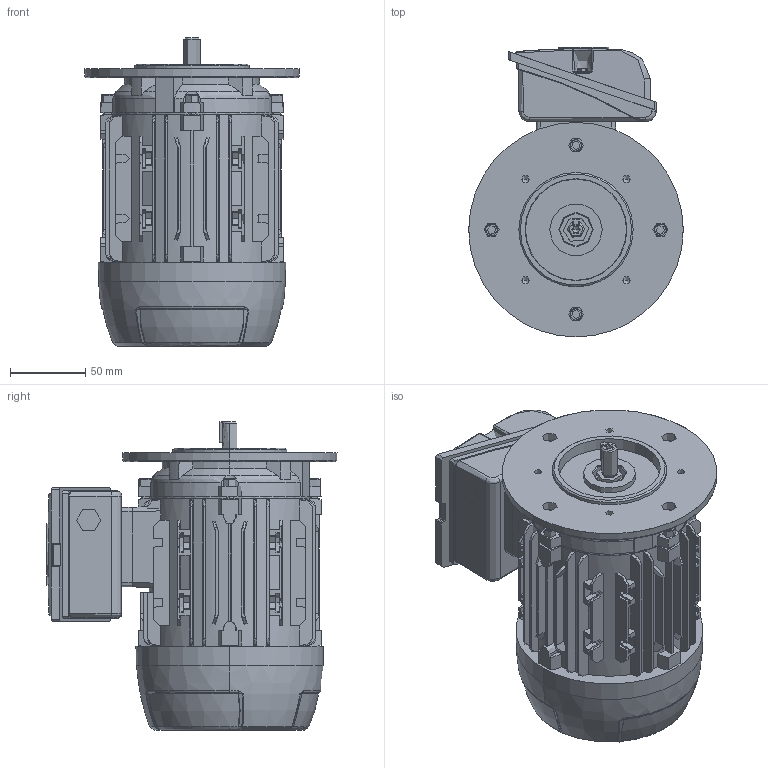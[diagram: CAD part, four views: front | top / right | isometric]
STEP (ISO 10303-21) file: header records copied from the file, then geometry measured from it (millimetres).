
FILE_DESCRIPTION (( 'STEP AP203' ), '1' );
FILE_NAME ('63 TOP.STEP', '2021-08-27T16:17:11', ( '' ), ( '' ), 'SwSTEP 2.0', 'SolidWorks 2018', '' );
FILE_SCHEMA (( 'CONFIG_CONTROL_DESIGN' ));
Length unit declared in the file: millimetre
Products named in the file (27): CONJUNTO CARCAÇA IEC63 IR3_505234119; 105032001_10.5032.005-4x14; 105007176; 105033018; 105032001; Parafuso Altracs M5; 105007077; 63 TOP; 105011312_105011312; 105035218; Parafuso Altracs M5_10.5011.291 x 15; 105006182_50.5307.015; 105011312; 105006182; 105035218_50.5307.013; Eixo padrão IEC63 IR3; Eixo padrão IEC63 IR3_50.5014.566; 105007177; 105007177_10.5007.177; 105007176_10.5007.176
Assembly tree (17 placements, depth 3):
  105007176
  105032001
  Parafuso Altracs M5
  63 TOP
    CONJUNTO CARCAÇA IEC63 IR3_505234119
      105006182_50.5307.015
    Eixo padrão IEC63 IR3_50.5014.566
    105032001_10.5032.005-4x14
    105033018
    105035218_50.5307.013
    Parafuso Altracs M5_10.5011.291 x 15  x4
    105007177_10.5007.177
    105007176_10.5007.176
    105007077
    105011312_105011312  x2
  105035218
Bounding box: 142.93 x 193.23 x 205.5 mm (x, y, z)
Volume: 2245254.9 mm3; surface area: 249784.7 mm2
Topology: 14 solids, 21 shells, 1578 faces, 4139 edges, 2665 vertices
Faces by surface type: plane 727, cylinder 486, cone 169, bspline 122, torus 53, sphere 21
Entity records: 54007 total; most frequent: CARTESIAN_POINT 15901, ORIENTED_EDGE 7790, DIRECTION 7079, EDGE_CURVE 3895, AXIS2_PLACEMENT_3D 2527, VERTEX_POINT 2527, LINE 2025, VECTOR 2025
